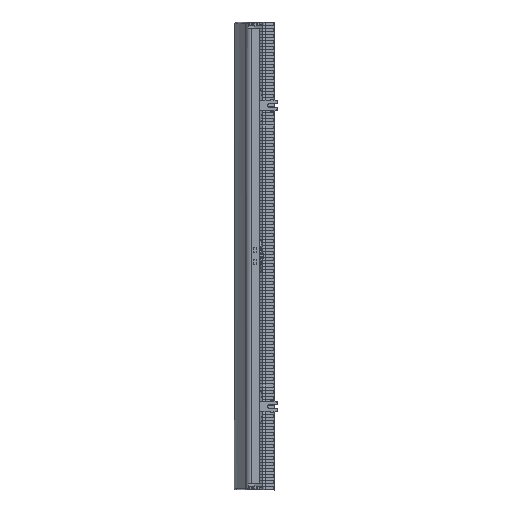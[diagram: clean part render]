
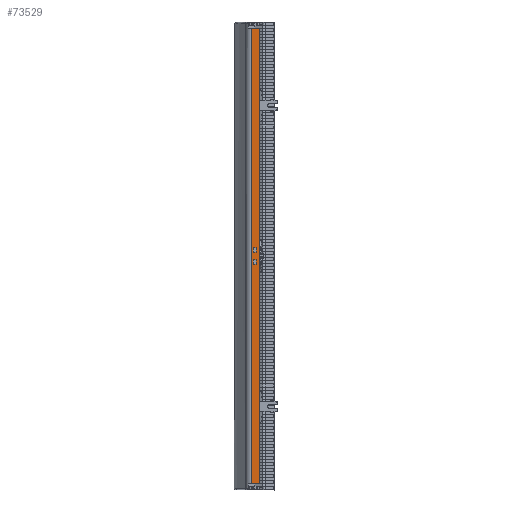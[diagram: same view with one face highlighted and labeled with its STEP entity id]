
A CAD part, left-side view. The second image highlights one B-rep face of the part: STEP entity #73529.
In plain terms, the highlighted face is planar.
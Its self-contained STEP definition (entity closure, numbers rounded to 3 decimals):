
#28683=DIRECTION('',(-0.026,1.,0.));
#28684=VECTOR('',#28683,7.096);
#28685=CARTESIAN_POINT('',(141.,0.,-189.25));
#28686=LINE('',#28685,#28684);
#28735=DIRECTION('',(0.,0.,-1.));
#28736=VECTOR('',#28735,378.5);
#28737=CARTESIAN_POINT('',(141.,0.,189.25));
#28738=LINE('',#28737,#28736);
#28780=DIRECTION('',(0.026,-1.,0.));
#28781=VECTOR('',#28780,7.096);
#28782=CARTESIAN_POINT('',(140.814,7.093,189.25));
#28783=LINE('',#28782,#28781);
#30184=DIRECTION('',(0.,0.,1.));
#30185=VECTOR('',#30184,378.5);
#30186=CARTESIAN_POINT('',(140.814,7.093,-189.25));
#30187=LINE('',#30186,#30185);
#30232=DIRECTION('',(0.,0.,-1.));
#30233=VECTOR('',#30232,3.5);
#30234=CARTESIAN_POINT('',(140.92,3.06,6.75));
#30235=LINE('',#30234,#30233);
#30239=DIRECTION('',(-0.026,1.,0.));
#30240=VECTOR('',#30239,2.343);
#30241=CARTESIAN_POINT('',(140.92,3.06,3.25));
#30242=LINE('',#30241,#30240);
#30246=DIRECTION('',(0.026,-1.,0.));
#30247=VECTOR('',#30246,2.343);
#30248=CARTESIAN_POINT('',(140.859,5.402,6.75));
#30249=LINE('',#30248,#30247);
#30253=DIRECTION('',(0.,0.,1.));
#30254=VECTOR('',#30253,3.5);
#30255=CARTESIAN_POINT('',(140.859,5.402,-6.75));
#30256=LINE('',#30255,#30254);
#30288=DIRECTION('',(0.,0.,-1.));
#30289=VECTOR('',#30288,3.5);
#30290=CARTESIAN_POINT('',(140.859,5.402,6.75));
#30291=LINE('',#30290,#30289);
#30323=DIRECTION('',(0.026,-1.,0.));
#30324=VECTOR('',#30323,2.343);
#30325=CARTESIAN_POINT('',(140.859,5.402,-6.75));
#30326=LINE('',#30325,#30324);
#30337=DIRECTION('',(0.,0.,1.));
#30338=VECTOR('',#30337,3.5);
#30339=CARTESIAN_POINT('',(140.92,3.06,-6.75));
#30340=LINE('',#30339,#30338);
#30351=DIRECTION('',(-0.026,1.,0.));
#30352=VECTOR('',#30351,2.343);
#30353=CARTESIAN_POINT('',(140.92,3.06,-3.25));
#30354=LINE('',#30353,#30352);
#40275=CARTESIAN_POINT('',(141.,0.,-189.25));
#40276=VERTEX_POINT('',#40275);
#40277=CARTESIAN_POINT('',(140.814,7.093,-189.25));
#40278=VERTEX_POINT('',#40277);
#40281=CARTESIAN_POINT('',(141.,0.,189.25));
#40282=VERTEX_POINT('',#40281);
#40289=CARTESIAN_POINT('',(140.814,7.093,189.25));
#40290=VERTEX_POINT('',#40289);
#40542=CARTESIAN_POINT('',(140.92,3.06,6.75));
#40543=CARTESIAN_POINT('',(140.92,3.06,3.25));
#40544=VERTEX_POINT('',#40542);
#40545=VERTEX_POINT('',#40543);
#40546=CARTESIAN_POINT('',(140.859,5.402,3.25));
#40547=VERTEX_POINT('',#40546);
#40548=CARTESIAN_POINT('',(140.859,5.402,6.75));
#40549=VERTEX_POINT('',#40548);
#40550=CARTESIAN_POINT('',(140.859,5.402,-6.75));
#40551=CARTESIAN_POINT('',(140.92,3.06,-6.75));
#40552=VERTEX_POINT('',#40550);
#40553=VERTEX_POINT('',#40551);
#40554=CARTESIAN_POINT('',(140.859,5.402,-3.25));
#40555=VERTEX_POINT('',#40554);
#40556=CARTESIAN_POINT('',(140.92,3.06,-3.25));
#40557=VERTEX_POINT('',#40556);
#73498=CARTESIAN_POINT('',(141.,0.,194.25));
#73499=DIRECTION('',(-1.,-0.026,0.));
#73500=DIRECTION('',(0.026,-1.,0.));
#73501=AXIS2_PLACEMENT_3D('',#73498,#73499,#73500);
#73502=PLANE('',#73501);
#73503=ORIENTED_EDGE('',*,*,#72102,.F.);
#73504=ORIENTED_EDGE('',*,*,#72130,.F.);
#73505=ORIENTED_EDGE('',*,*,#73477,.F.);
#73506=ORIENTED_EDGE('',*,*,#72075,.F.);
#73507=EDGE_LOOP('',(#73503,#73504,#73505,#73506));
#73508=FACE_OUTER_BOUND('',#73507,.F.);
#73510=ORIENTED_EDGE('',*,*,#73509,.T.);
#73512=ORIENTED_EDGE('',*,*,#73511,.T.);
#73514=ORIENTED_EDGE('',*,*,#73513,.F.);
#73516=ORIENTED_EDGE('',*,*,#73515,.T.);
#73517=EDGE_LOOP('',(#73510,#73512,#73514,#73516));
#73518=FACE_BOUND('',#73517,.F.);
#73520=ORIENTED_EDGE('',*,*,#73519,.F.);
#73522=ORIENTED_EDGE('',*,*,#73521,.T.);
#73524=ORIENTED_EDGE('',*,*,#73523,.F.);
#73526=ORIENTED_EDGE('',*,*,#73525,.F.);
#73527=EDGE_LOOP('',(#73520,#73522,#73524,#73526));
#73528=FACE_BOUND('',#73527,.F.);
#72075=EDGE_CURVE('',#40276,#40278,#28686,.T.);
#72102=EDGE_CURVE('',#40282,#40276,#28738,.T.);
#72130=EDGE_CURVE('',#40290,#40282,#28783,.T.);
#73477=EDGE_CURVE('',#40278,#40290,#30187,.T.);
#73509=EDGE_CURVE('',#40544,#40545,#30235,.T.);
#73511=EDGE_CURVE('',#40545,#40547,#30242,.T.);
#73513=EDGE_CURVE('',#40549,#40547,#30291,.T.);
#73515=EDGE_CURVE('',#40549,#40544,#30249,.T.);
#73519=EDGE_CURVE('',#40552,#40553,#30326,.T.);
#73521=EDGE_CURVE('',#40552,#40555,#30256,.T.);
#73523=EDGE_CURVE('',#40557,#40555,#30354,.T.);
#73525=EDGE_CURVE('',#40553,#40557,#30340,.T.);
#73529=ADVANCED_FACE('',(#73508,#73518,#73528),#73502,.F.);
